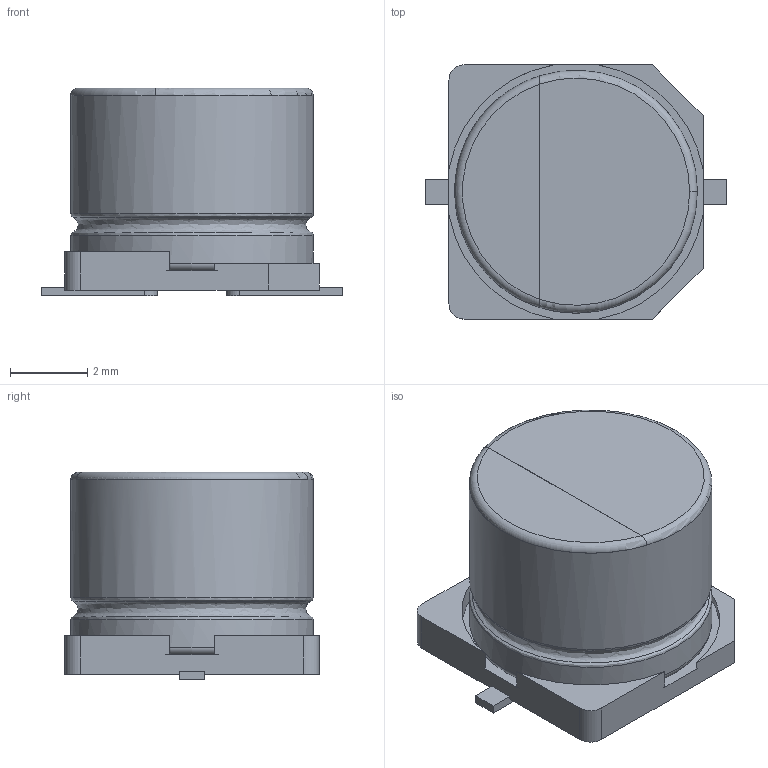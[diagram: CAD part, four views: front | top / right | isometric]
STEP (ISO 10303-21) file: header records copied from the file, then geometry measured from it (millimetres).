
FILE_DESCRIPTION(('FreeCAD Model'),'2;1');
FILE_NAME('c_el_D_D63_L54.step', '2015-12-01T12:29:08',('Author'),('Robit'), 'Open CASCADE STEP processor 6.8','FreeCAD','Unknown');
FILE_SCHEMA(('AUTOMOTIVE_DESIGN_CC2 { 1 2 10303 214 -1 1 5 4 }'));
Length unit declared in the file: millimetre
Products named in the file (2): ASSEMBLY; c_el_D_D63_L54
Assembly tree (1 placements, depth 2):
  ASSEMBLY
    c_el_D_D63_L54
Bounding box: 7.8 x 6.6 x 5.4 mm (x, y, z)
Volume: 170.5 mm3; surface area: 213.6 mm2
Topology: 1 solids, 1 shells, 45 faces, 120 edges, 78 vertices
Faces by surface type: plane 28, cylinder 10, torus 4, bspline 2, revolution 1
Full cylindrical faces by diameter (mm): 6.3 x2
Entity records: 5285 total; most frequent: CARTESIAN_POINT 2699, DIRECTION 379, ORIENTED_EDGE 240, PCURVE 240, DEFINITIONAL_REPRESENTATION 240, LINE 213, VECTOR 213, EDGE_CURVE 120
